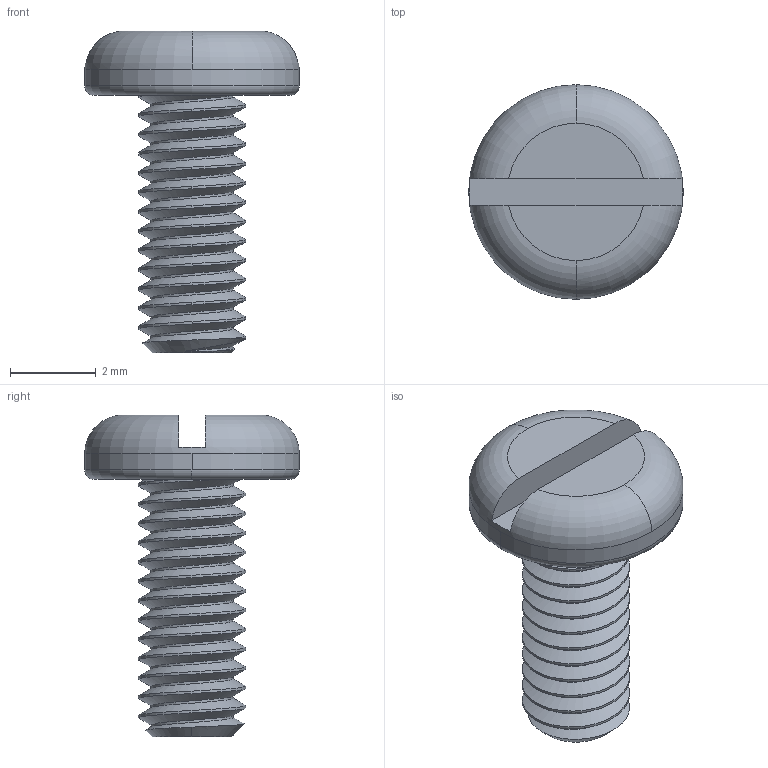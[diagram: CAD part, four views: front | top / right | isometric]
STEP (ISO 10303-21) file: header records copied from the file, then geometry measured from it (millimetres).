
FILE_DESCRIPTION (( 'STEP AP203' ), '1' );
FILE_NAME ('91200A222_18-8 Stainless Steel Pan Head Slotted Screws.STEP', '2021-09-07T21:12:05', ( 'Administrator' ), ( 'Managed by Terraform' ), 'SwSTEP 2.0', 'SolidWorks 2017', '' );
FILE_SCHEMA (( 'CONFIG_CONTROL_DESIGN' ));
Length unit declared in the file: millimetre
Products named in the file (1): 91200A222_18-8 Stainless Steel Pan Head Slotted Screws
Bounding box: 5 x 5 x 7.5 mm (x, y, z)
Volume: 47.7 mm3; surface area: 140 mm2
Topology: 2 solids, 2 shells, 59 faces, 162 edges, 107 vertices
Faces by surface type: cylinder 41, plane 8, torus 4, cone 3, bspline 3
Entity records: 3563 total; most frequent: CARTESIAN_POINT 2237, ORIENTED_EDGE 324, DIRECTION 207, EDGE_CURVE 162, VERTEX_POINT 107, AXIS2_PLACEMENT_3D 80, EDGE_LOOP 59, FACE_OUTER_BOUND 59
